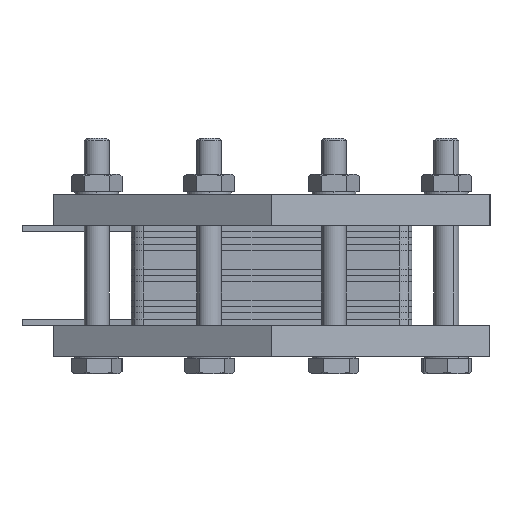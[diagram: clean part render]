
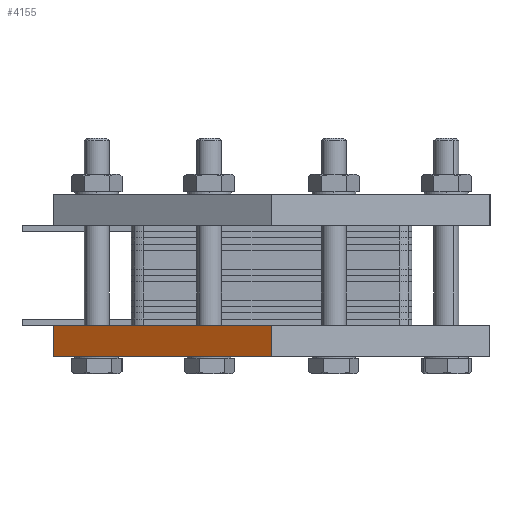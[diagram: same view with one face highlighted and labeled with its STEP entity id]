
A CAD part, left-side view. The second image highlights one B-rep face of the part: STEP entity #4155.
In plain terms, the highlighted face is planar.
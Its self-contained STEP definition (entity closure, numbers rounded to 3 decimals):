
#233 = ORIENTED_EDGE ( 'NONE', *, *, #3415, .F. ) ;
#429 = DIRECTION ( 'NONE',  ( 0.866, -0.5, 0. ) ) ;
#436 = LINE ( 'NONE', #1967, #5496 ) ;
#601 = CARTESIAN_POINT ( 'NONE',  ( 34.989, 20.226, 0. ) ) ;
#802 = VERTEX_POINT ( 'NONE', #7618 ) ;
#1143 = LINE ( 'NONE', #4120, #7198 ) ;
#1448 = ORIENTED_EDGE ( 'NONE', *, *, #8876, .T. ) ;
#1548 = LINE ( 'NONE', #7499, #7706 ) ;
#1967 = CARTESIAN_POINT ( 'NONE',  ( -0.022, 40.415, 0. ) ) ;
#2134 = DIRECTION ( 'NONE',  ( -0.866, 0.5, 0. ) ) ;
#3415 = EDGE_CURVE ( 'NONE', #8496, #8528, #8679, .T. ) ;
#3466 = CARTESIAN_POINT ( 'NONE',  ( -0.022, 40.415, 5. ) ) ;
#3529 = EDGE_CURVE ( 'NONE', #802, #4635, #436, .T. ) ;
#4120 = CARTESIAN_POINT ( 'NONE',  ( -0.022, 40.415, 0. ) ) ;
#4155 = ADVANCED_FACE ( 'NONE', ( #5145 ), #7344, .T. ) ;
#4313 = CARTESIAN_POINT ( 'NONE',  ( 34.989, 20.226, 0. ) ) ;
#4635 = VERTEX_POINT ( 'NONE', #4313 ) ;
#4730 = ORIENTED_EDGE ( 'NONE', *, *, #6920, .F. ) ;
#4864 = CARTESIAN_POINT ( 'NONE',  ( -0.022, 40.415, 5. ) ) ;
#5145 = FACE_OUTER_BOUND ( 'NONE', #6123, .T. ) ;
#5496 = VECTOR ( 'NONE', #429, 1000. ) ;
#6123 = EDGE_LOOP ( 'NONE', ( #8686, #1448, #233, #4730 ) ) ;
#6221 = DIRECTION ( 'NONE',  ( 0., 0., 1. ) ) ;
#6515 = DIRECTION ( 'NONE',  ( 0.5, 0.866, 0. ) ) ;
#6920 = EDGE_CURVE ( 'NONE', #4635, #8496, #1548, .T. ) ;
#7174 = DIRECTION ( 'NONE',  ( -0.866, 0.5, 0. ) ) ;
#7198 = VECTOR ( 'NONE', #7738, 1000. ) ;
#7344 = PLANE ( 'NONE',  #8012 ) ;
#7499 = CARTESIAN_POINT ( 'NONE',  ( 34.989, 20.226, 0. ) ) ;
#7618 = CARTESIAN_POINT ( 'NONE',  ( -0.022, 40.415, 0. ) ) ;
#7706 = VECTOR ( 'NONE', #6221, 1000. ) ;
#7738 = DIRECTION ( 'NONE',  ( 0., 0., 1. ) ) ;
#8012 = AXIS2_PLACEMENT_3D ( 'NONE', #601, #6515, #2134 ) ;
#8496 = VERTEX_POINT ( 'NONE', #8745 ) ;
#8528 = VERTEX_POINT ( 'NONE', #4864 ) ;
#8679 = LINE ( 'NONE', #3466, #8802 ) ;
#8686 = ORIENTED_EDGE ( 'NONE', *, *, #3529, .F. ) ;
#8745 = CARTESIAN_POINT ( 'NONE',  ( 34.989, 20.226, 5. ) ) ;
#8802 = VECTOR ( 'NONE', #7174, 1000. ) ;
#8876 = EDGE_CURVE ( 'NONE', #802, #8528, #1143, .T. ) ;
